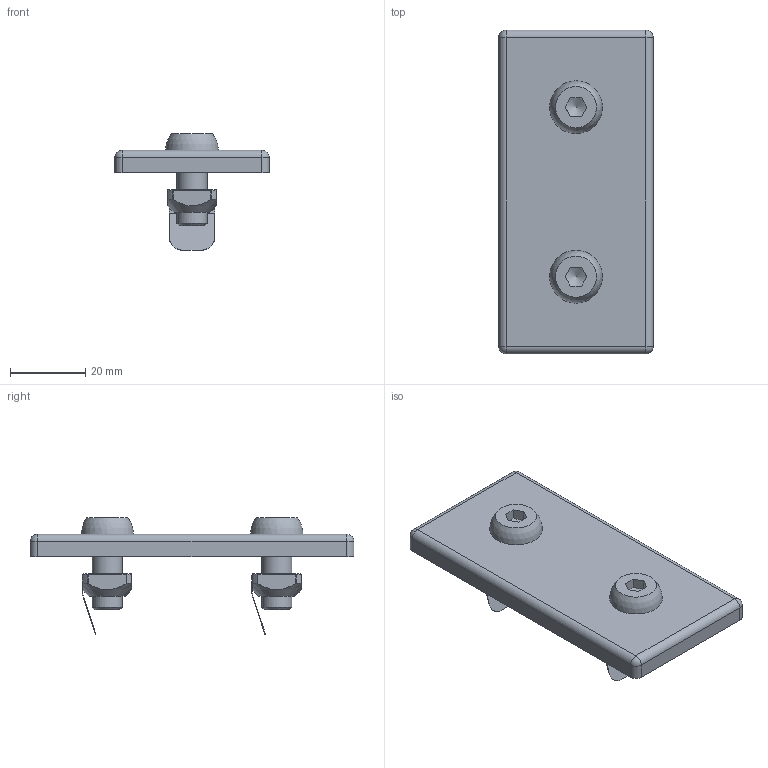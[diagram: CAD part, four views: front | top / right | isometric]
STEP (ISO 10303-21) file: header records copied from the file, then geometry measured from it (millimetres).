
FILE_DESCRIPTION(('STEP AP203'),'1');
FILE_NAME('FIXE10B1301.stp','2023-10-17T15:26:34',(' '),(' '),'Spatial InterOp 3D',' ',' ');
FILE_SCHEMA(('CONFIG_CONTROL_DESIGN'));
Length unit declared in the file: millimetre
Products named in the file (7): Kit de fixation; Vis BHC - M8x20; Ecrou carré languette 8 45 M8; Kit Plaque de connexion V2 45x90 - P845; Plaque de connexion V2 45x90
Assembly tree (7 placements, depth 4):
  Kit Plaque de connexion V2 45x90 - P845
    Kit de fixation  x2
      Vis BHC - M8x20
      Ecrou carré languette 8 45 M8
        Ecrou carré languette 8 45 M8
        Ecrou carré languette 8 45 M8
    Plaque de connexion V2 45x90
Bounding box: 41 x 86 x 30.95 mm (x, y, z)
Volume: 24525.7 mm3; surface area: 12318.8 mm2
Topology: 7 solids, 7 shells, 148 faces, 348 edges, 196 vertices
Faces by surface type: cylinder 56, plane 52, sphere 22, torus 12, cone 6
Full cylindrical faces by diameter (mm): 6.8 x2, 8 x4, 9 x2
Entity records: 3424 total; most frequent: CARTESIAN_POINT 536, DIRECTION 414, ORIENTED_EDGE 342, EDGE_CURVE 171, AXIS2_PLACEMENT_3D 168, PROPERTY_DEFINITION_REPRESENTATION 118, GENERAL_PROPERTY_ASSOCIATION 118, PROPERTY_DEFINITION 118
